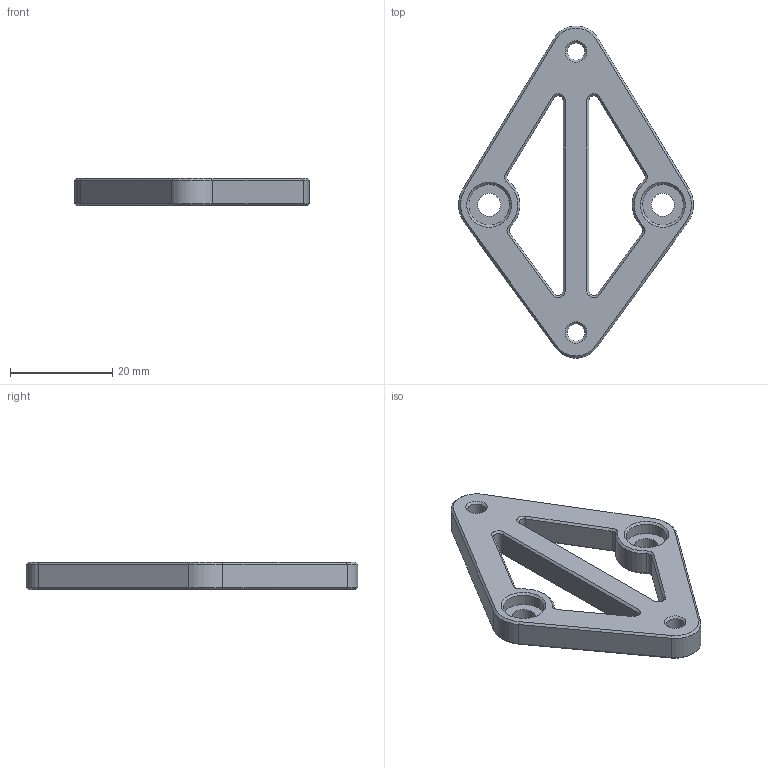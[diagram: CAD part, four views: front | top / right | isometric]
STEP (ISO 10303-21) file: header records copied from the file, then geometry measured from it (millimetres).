
FILE_DESCRIPTION(/* description */ ('STEP AP214'),/* implementation_level */ '2;1');
FILE_NAME(/* name */ '605f712b73c4a3112c8cfcdc',/* time_stamp */ '2021-03-27T17:53:48+00:00',/* author */ (''),/* organization */ (''),/* preprocessor_version */ 'ST-DEVELOPER v18.1',/* originating_system */ ' ',/* authorisation */ ' ');
FILE_SCHEMA (('AUTOMOTIVE_DESIGN {1 0 10303 214 3 1 1}'));
Length unit declared in the file: metre
Products named in the file (1): meanwell-rs-drp-03-adapter
Bounding box: 45.99 x 64.98 x 5.4 mm (x, y, z)
Volume: 5871.5 mm3; surface area: 4229 mm2
Topology: 1 solids, 1 shells, 90 faces, 202 edges, 116 vertices
Faces by surface type: cone 36, plane 34, cylinder 20
Full cylindrical faces by diameter (mm): 3.4 x2, 4.5 x2, 8 x2
Entity records: 2438 total; most frequent: DIRECTION 446, CARTESIAN_POINT 395, ORIENTED_EDGE 376, EDGE_CURVE 188, AXIS2_PLACEMENT_3D 167, EDGE_LOOP 118, FACE_BOUND 118, VERTEX_POINT 116
